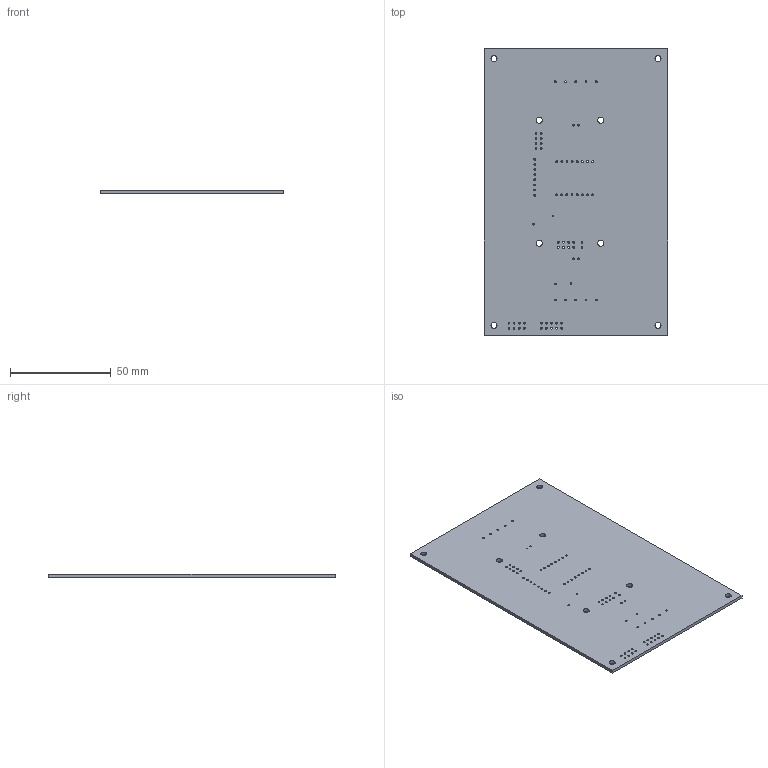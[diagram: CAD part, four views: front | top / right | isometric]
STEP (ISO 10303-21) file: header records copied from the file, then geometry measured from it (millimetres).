
FILE_DESCRIPTION(('KiCad electronic assembly'),'2;1');
FILE_NAME('LED7SEG01.step','2023-09-17T10:17:10',('Pcbnew'),('Kicad'), 'Open CASCADE STEP processor 7.6','KiCad to STEP converter','Unknown' );
FILE_SCHEMA(('AUTOMOTIVE_DESIGN { 1 0 10303 214 1 1 1 1 }'));
Length unit declared in the file: millimetre
Products named in the file (2): LED7SEG01 1; LED7SEG01 PCB
Assembly tree (1 placements, depth 2):
  LED7SEG01 1
    LED7SEG01 PCB
Bounding box: 90.93 x 141.73 x 1.6 mm (x, y, z)
Volume: 20454.1 mm3; surface area: 26778.3 mm2
Topology: 1 solids, 1 shells, 92 faces, 270 edges, 180 vertices
Faces by surface type: cylinder 86, plane 6
Full cylindrical faces by diameter (mm): 0.8 x8, 0.889 x60, 0.9 x10, 3 x8
Entity records: 7583 total; most frequent: CARTESIAN_POINT 2116, DIRECTION 998, ORIENTED_EDGE 540, PCURVE 540, DEFINITIONAL_REPRESENTATION 540, LINE 466, VECTOR 466, EDGE_CURVE 270
